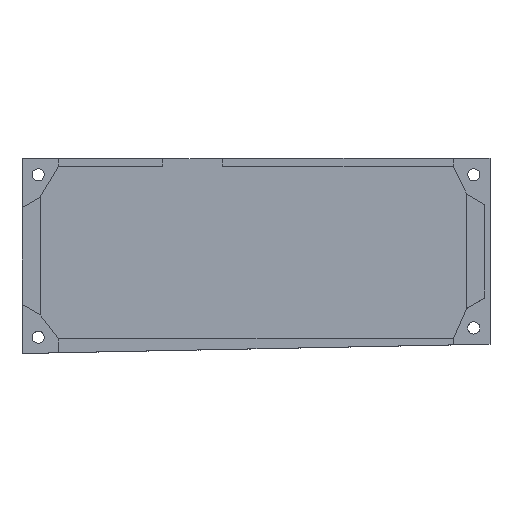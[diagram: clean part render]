
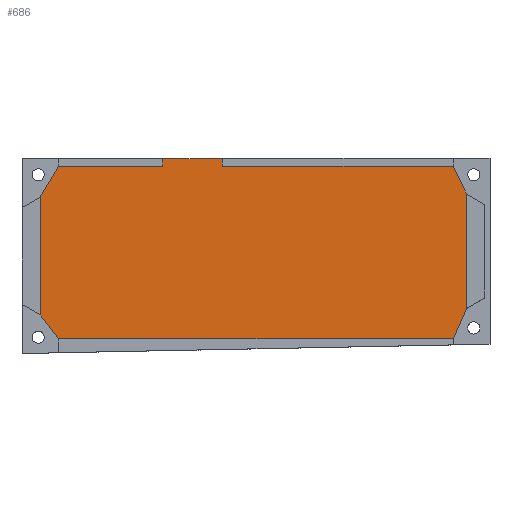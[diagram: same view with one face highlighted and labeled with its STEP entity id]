
A CAD part, top view. The second image highlights one B-rep face of the part: STEP entity #686.
In plain terms, the highlighted planar face has unit normal (0, 0, 1).
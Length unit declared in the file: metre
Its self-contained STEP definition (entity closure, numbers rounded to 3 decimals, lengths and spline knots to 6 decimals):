
#24=ORIENTED_EDGE('',*,*,#216,.F.);
#25=ORIENTED_EDGE('',*,*,#217,.T.);
#26=ORIENTED_EDGE('',*,*,#218,.T.);
#27=ORIENTED_EDGE('',*,*,#219,.T.);
#28=ORIENTED_EDGE('',*,*,#220,.T.);
#29=ORIENTED_EDGE('',*,*,#221,.F.);
#30=ORIENTED_EDGE('',*,*,#222,.F.);
#31=ORIENTED_EDGE('',*,*,#223,.T.);
#32=ORIENTED_EDGE('',*,*,#224,.T.);
#33=ORIENTED_EDGE('',*,*,#225,.T.);
#34=ORIENTED_EDGE('',*,*,#226,.F.);
#35=ORIENTED_EDGE('',*,*,#227,.F.);
#216=EDGE_CURVE('',#312,#313,#376,.T.);
#217=EDGE_CURVE('',#312,#314,#377,.T.);
#218=EDGE_CURVE('',#314,#315,#378,.T.);
#219=EDGE_CURVE('',#315,#316,#379,.T.);
#220=EDGE_CURVE('',#316,#317,#380,.T.);
#221=EDGE_CURVE('',#318,#317,#381,.T.);
#222=EDGE_CURVE('',#319,#318,#382,.T.);
#223=EDGE_CURVE('',#319,#320,#383,.T.);
#224=EDGE_CURVE('',#320,#321,#384,.T.);
#225=EDGE_CURVE('',#321,#322,#385,.T.);
#226=EDGE_CURVE('',#323,#322,#386,.T.);
#227=EDGE_CURVE('',#313,#323,#387,.T.);
#312=VERTEX_POINT('',#968);
#313=VERTEX_POINT('',#969);
#314=VERTEX_POINT('',#971);
#315=VERTEX_POINT('',#973);
#316=VERTEX_POINT('',#975);
#317=VERTEX_POINT('',#977);
#318=VERTEX_POINT('',#979);
#319=VERTEX_POINT('',#981);
#320=VERTEX_POINT('',#983);
#321=VERTEX_POINT('',#985);
#322=VERTEX_POINT('',#987);
#323=VERTEX_POINT('',#989);
#376=LINE('',#967,#464);
#377=LINE('',#970,#465);
#378=LINE('',#972,#466);
#379=LINE('',#974,#467);
#380=LINE('',#976,#468);
#381=LINE('',#978,#469);
#382=LINE('',#980,#470);
#383=LINE('',#982,#471);
#384=LINE('',#984,#472);
#385=LINE('',#986,#473);
#386=LINE('',#988,#474);
#387=LINE('',#990,#475);
#464=VECTOR('',#787,1.);
#465=VECTOR('',#788,1.);
#466=VECTOR('',#789,1.);
#467=VECTOR('',#790,1.);
#468=VECTOR('',#791,1.);
#469=VECTOR('',#792,1.);
#470=VECTOR('',#793,1.);
#471=VECTOR('',#794,1.);
#472=VECTOR('',#795,1.);
#473=VECTOR('',#796,1.);
#474=VECTOR('',#797,1.);
#475=VECTOR('',#798,1.);
#552=EDGE_LOOP('',(#24,#25,#26,#27,#28,#29,#30,#31,#32,#33,#34,#35));
#602=FACE_BOUND('',#552,.T.);
#652=PLANE('',#737);
#686=ADVANCED_FACE('',(#602),#652,.F.);
#737=AXIS2_PLACEMENT_3D('',#966,#785,#786);
#785=DIRECTION('',(0.,0.,-1.));
#786=DIRECTION('',(-1.,0.,0.));
#787=DIRECTION('',(-1.,0.,0.));
#788=DIRECTION('',(0.4,0.916,0.));
#789=DIRECTION('',(0.,1.,0.));
#790=DIRECTION('',(-0.429,0.903,0.));
#791=DIRECTION('',(-1.,0.,0.));
#792=DIRECTION('',(0.,-1.,0.));
#793=DIRECTION('',(1.,0.,0.));
#794=DIRECTION('',(0.,-1.,0.));
#795=DIRECTION('',(-1.,0.,0.));
#796=DIRECTION('',(-0.511,-0.86,0.));
#797=DIRECTION('',(0.,1.,0.));
#798=DIRECTION('',(-0.608,0.794,0.));
#966=CARTESIAN_POINT('',(0.187729,0.017724,0.00051));
#967=CARTESIAN_POINT('',(0.196698,-0.014015,0.00051));
#968=CARTESIAN_POINT('',(0.216148,-0.014015,0.00051));
#969=CARTESIAN_POINT('',(0.177248,-0.014015,0.00051));
#970=CARTESIAN_POINT('',(0.216798,-0.012527,0.00051));
#971=CARTESIAN_POINT('',(0.217448,-0.011038,0.00051));
#972=CARTESIAN_POINT('',(0.217448,-0.005397,0.00051));
#973=CARTESIAN_POINT('',(0.217448,0.000245,0.00051));
#974=CARTESIAN_POINT('',(0.216798,0.001615,0.00051));
#975=CARTESIAN_POINT('',(0.216148,0.002985,0.00051));
#976=CARTESIAN_POINT('',(0.204773,0.002985,0.00051));
#977=CARTESIAN_POINT('',(0.193398,0.002985,0.00051));
#978=CARTESIAN_POINT('',(0.193398,0.003368,0.00051));
#979=CARTESIAN_POINT('',(0.193398,0.00375,0.00051));
#980=CARTESIAN_POINT('',(0.196698,0.00375,0.00051));
#981=CARTESIAN_POINT('',(0.187498,0.00375,0.00051));
#982=CARTESIAN_POINT('',(0.187498,0.003368,0.00051));
#983=CARTESIAN_POINT('',(0.187498,0.002985,0.00051));
#984=CARTESIAN_POINT('',(0.182373,0.002985,0.00051));
#985=CARTESIAN_POINT('',(0.177248,0.002985,0.00051));
#986=CARTESIAN_POINT('',(0.176348,0.001471,0.00051));
#987=CARTESIAN_POINT('',(0.175448,-0.000044,0.00051));
#988=CARTESIAN_POINT('',(0.175448,-0.005855,0.00051));
#989=CARTESIAN_POINT('',(0.175448,-0.011666,0.00051));
#990=CARTESIAN_POINT('',(0.176348,-0.012841,0.00051));
